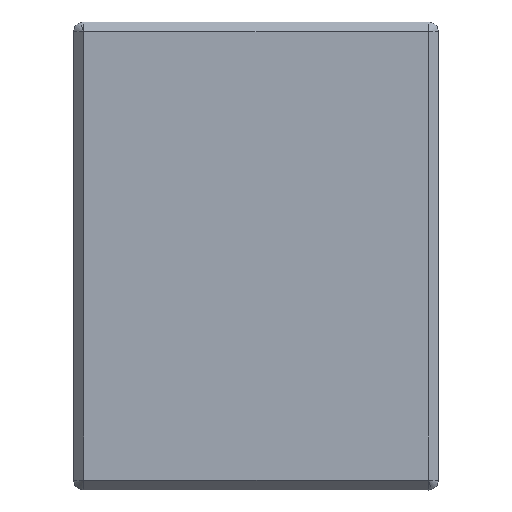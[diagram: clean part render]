
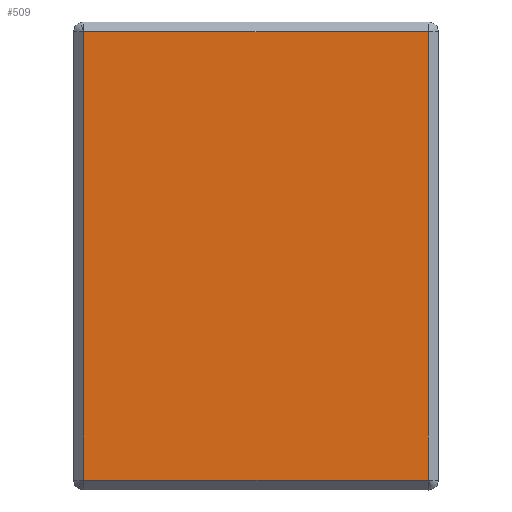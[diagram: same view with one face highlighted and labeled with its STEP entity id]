
A CAD part, top view. The second image highlights one B-rep face of the part: STEP entity #509.
In plain terms, the highlighted planar face has unit normal (0, 0, 1).
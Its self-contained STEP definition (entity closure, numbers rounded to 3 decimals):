
#69 = LINE ( 'NONE', #1146, #422 ) ;
#195 = LINE ( 'NONE', #274, #1217 ) ;
#204 = ORIENTED_EDGE ( 'NONE', *, *, #764, .F. ) ;
#224 = FACE_OUTER_BOUND ( 'NONE', #1009, .T. ) ;
#265 = EDGE_CURVE ( 'NONE', #477, #1095, #1245, .T. ) ;
#274 = CARTESIAN_POINT ( 'NONE',  ( -8.743, -0.314, 73.836 ) ) ;
#300 = VECTOR ( 'NONE', #1188, 1000. ) ;
#418 = EDGE_CURVE ( 'NONE', #577, #477, #495, .T. ) ;
#422 = VECTOR ( 'NONE', #1241, 1000. ) ;
#477 = VERTEX_POINT ( 'NONE', #638 ) ;
#495 = LINE ( 'NONE', #1281, #300 ) ;
#509 = ADVANCED_FACE ( 'NONE', ( #224 ), #829, .F. ) ;
#529 = DIRECTION ( 'NONE',  ( 0., 0., -1. ) ) ;
#559 = CARTESIAN_POINT ( 'NONE',  ( -8.743, -11.36, 73.836 ) ) ;
#577 = VERTEX_POINT ( 'NONE', #718 ) ;
#589 = DIRECTION ( 'NONE',  ( 0., 1., 0. ) ) ;
#592 = ORIENTED_EDGE ( 'NONE', *, *, #265, .F. ) ;
#623 = VECTOR ( 'NONE', #763, 1000. ) ;
#638 = CARTESIAN_POINT ( 'NONE',  ( 8.743, -11.36, 73.836 ) ) ;
#677 = EDGE_CURVE ( 'NONE', #877, #577, #69, .T. ) ;
#718 = CARTESIAN_POINT ( 'NONE',  ( 8.743, 11.36, 73.836 ) ) ;
#754 = ORIENTED_EDGE ( 'NONE', *, *, #677, .F. ) ;
#763 = DIRECTION ( 'NONE',  ( -1., 0., 0. ) ) ;
#764 = EDGE_CURVE ( 'NONE', #1095, #877, #195, .T. ) ;
#829 = PLANE ( 'NONE',  #1201 ) ;
#877 = VERTEX_POINT ( 'NONE', #1126 ) ;
#960 = CARTESIAN_POINT ( 'NONE',  ( -0.786, -11.36, 73.836 ) ) ;
#1009 = EDGE_LOOP ( 'NONE', ( #592, #1025, #754, #204 ) ) ;
#1025 = ORIENTED_EDGE ( 'NONE', *, *, #418, .F. ) ;
#1095 = VERTEX_POINT ( 'NONE', #559 ) ;
#1126 = CARTESIAN_POINT ( 'NONE',  ( -8.743, 11.36, 73.836 ) ) ;
#1146 = CARTESIAN_POINT ( 'NONE',  ( -0.786, 11.36, 73.836 ) ) ;
#1188 = DIRECTION ( 'NONE',  ( 0., -1., 0. ) ) ;
#1201 = AXIS2_PLACEMENT_3D ( 'NONE', #1223, #529, #1227 ) ;
#1217 = VECTOR ( 'NONE', #589, 1000. ) ;
#1223 = CARTESIAN_POINT ( 'NONE',  ( -0.786, -0.314, 73.836 ) ) ;
#1227 = DIRECTION ( 'NONE',  ( 0., 1., 0. ) ) ;
#1241 = DIRECTION ( 'NONE',  ( 1., 0., 0. ) ) ;
#1245 = LINE ( 'NONE', #960, #623 ) ;
#1281 = CARTESIAN_POINT ( 'NONE',  ( 8.743, -0.314, 73.836 ) ) ;
